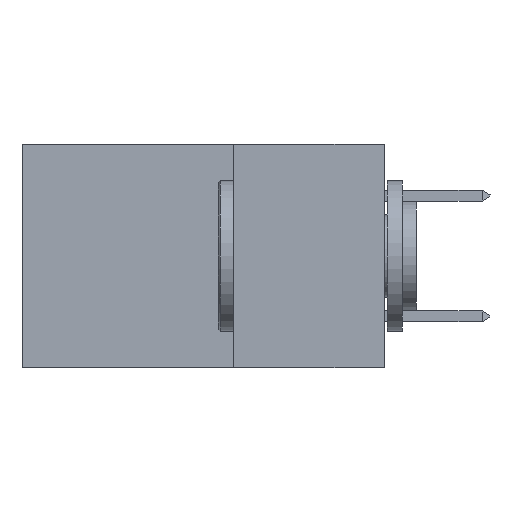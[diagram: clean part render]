
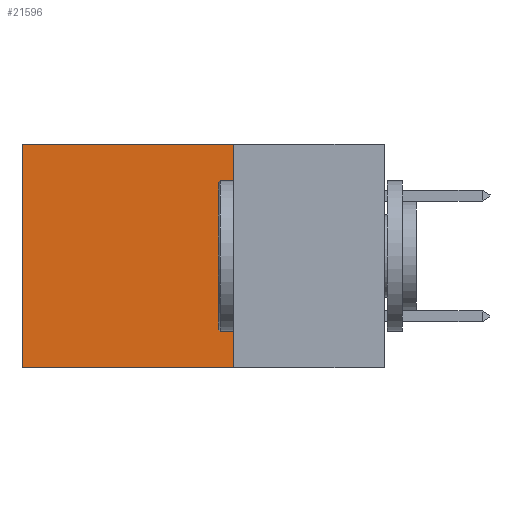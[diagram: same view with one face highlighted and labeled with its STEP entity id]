
A CAD part, left-side view. The second image highlights one B-rep face of the part: STEP entity #21596.
In plain terms, the highlighted planar face has unit normal (-1, 0, 0).
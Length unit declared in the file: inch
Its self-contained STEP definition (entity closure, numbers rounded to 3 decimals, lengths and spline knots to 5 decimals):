
#315 = LINE ( 'NONE', #6670, #21868 ) ;
#2110 = CARTESIAN_POINT ( 'NONE',  ( 0.2875, 0.6, -0.37 ) ) ;
#2591 = VECTOR ( 'NONE', #2700, 39.37008 ) ;
#2700 = DIRECTION ( 'NONE',  ( 0., 0., -1. ) ) ;
#4212 = EDGE_CURVE ( 'NONE', #36336, #5903, #315, .T. ) ;
#5535 = VERTEX_POINT ( 'NONE', #2110 ) ;
#5903 = VERTEX_POINT ( 'NONE', #29912 ) ;
#6148 = LINE ( 'NONE', #30564, #7026 ) ;
#6670 = CARTESIAN_POINT ( 'NONE',  ( 0.2875, 0.25, 0. ) ) ;
#7026 = VECTOR ( 'NONE', #27653, 39.37008 ) ;
#7918 = ORIENTED_EDGE ( 'NONE', *, *, #33001, .T. ) ;
#10682 = PLANE ( 'NONE',  #31107 ) ;
#11448 = FACE_OUTER_BOUND ( 'NONE', #19328, .T. ) ;
#11843 = VECTOR ( 'NONE', #23826, 39.37008 ) ;
#12051 = CARTESIAN_POINT ( 'NONE',  ( 0.2875, 0.25, 0. ) ) ;
#15071 = EDGE_CURVE ( 'NONE', #31666, #5535, #34189, .T. ) ;
#15140 = CARTESIAN_POINT ( 'NONE',  ( 0.2875, 0.25, -0.37 ) ) ;
#17874 = EDGE_CURVE ( 'NONE', #36336, #31666, #28469, .T. ) ;
#18995 = DIRECTION ( 'NONE',  ( 1., 0., 0. ) ) ;
#19328 = EDGE_LOOP ( 'NONE', ( #7918, #24872, #23349, #26672 ) ) ;
#21596 = ADVANCED_FACE ( 'NONE', ( #11448 ), #10682, .F. ) ;
#21868 = VECTOR ( 'NONE', #35586, 39.37008 ) ;
#23349 = ORIENTED_EDGE ( 'NONE', *, *, #17874, .F. ) ;
#23826 = DIRECTION ( 'NONE',  ( 0., 1., 0. ) ) ;
#24773 = CARTESIAN_POINT ( 'NONE',  ( 0.2875, 0.25, 0. ) ) ;
#24872 = ORIENTED_EDGE ( 'NONE', *, *, #15071, .F. ) ;
#26672 = ORIENTED_EDGE ( 'NONE', *, *, #4212, .T. ) ;
#27653 = DIRECTION ( 'NONE',  ( 0., 0., -1. ) ) ;
#28469 = LINE ( 'NONE', #12051, #2591 ) ;
#29912 = CARTESIAN_POINT ( 'NONE',  ( 0.2875, 0.6, 0. ) ) ;
#30564 = CARTESIAN_POINT ( 'NONE',  ( 0.2875, 0.6, 0. ) ) ;
#30587 = CARTESIAN_POINT ( 'NONE',  ( 0.2875, 0.25, -0.37 ) ) ;
#31107 = AXIS2_PLACEMENT_3D ( 'NONE', #24773, #18995, #35805 ) ;
#31666 = VERTEX_POINT ( 'NONE', #30587 ) ;
#33001 = EDGE_CURVE ( 'NONE', #5903, #5535, #6148, .T. ) ;
#34189 = LINE ( 'NONE', #15140, #11843 ) ;
#35586 = DIRECTION ( 'NONE',  ( 0., 1., 0. ) ) ;
#35805 = DIRECTION ( 'NONE',  ( 0., 0., -1. ) ) ;
#36039 = CARTESIAN_POINT ( 'NONE',  ( 0.2875, 0.25, 0. ) ) ;
#36336 = VERTEX_POINT ( 'NONE', #36039 ) ;
